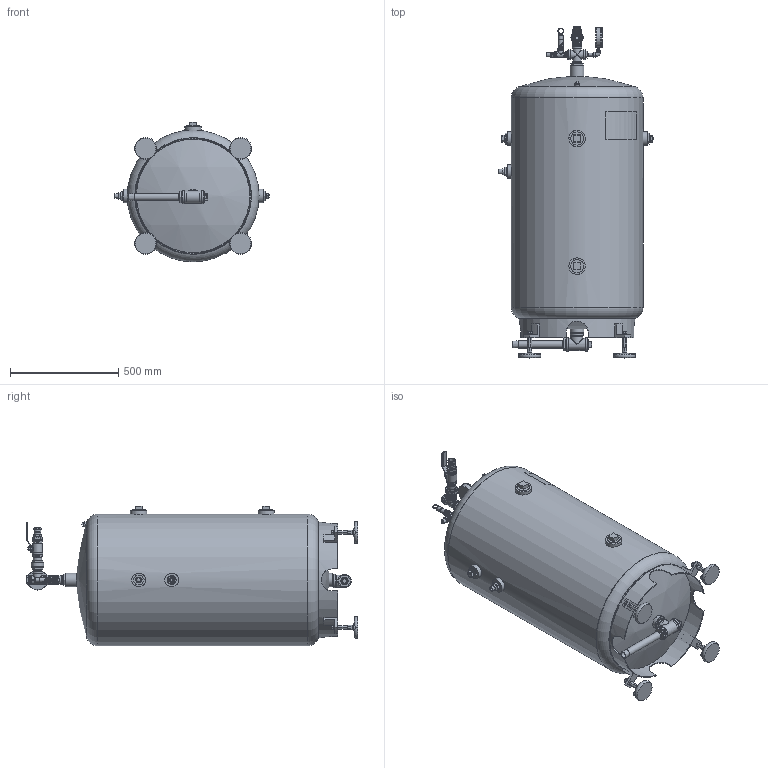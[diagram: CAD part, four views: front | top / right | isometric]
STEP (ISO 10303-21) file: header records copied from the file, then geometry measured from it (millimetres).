
FILE_DESCRIPTION(/* description */ ('This is default description.','CAx-IF Rec.Pracs.---Representation and Presentation of Product Manufacturing Information (PMI)---4.0---2014-10-13'),/* implementation_level */ '2;1');
FILE_NAME(/* name */ 'T-000-950-005_1.stp',/* time_stamp */ '2019-11-29T16:58:48+05:00',/* author */ (''),/* organization */ ('Victaulic'),/* preprocessor_version */ 'ST-DEVELOPER v17.2',/* originating_system */ 'Autodesk Inventor 2019',/* authorisation */ '');
FILE_SCHEMA (('AP242_MANAGED_MODEL_BASED_3D_ENGINEERING_MIM_LF { 1 0 10303 442 1 1 4 }'));
Length unit declared in the file: inch
Products named in the file (1): T-000-950-005_INTEG-01
Bounding box: 714.68 x 1535.15 x 646.14 mm (x, y, z)
Volume: 10997108.8 mm3; surface area: 6064302.9 mm2
Topology: 64 solids, 64 shells, 1747 faces, 4566 edges, 3021 vertices
Faces by surface type: plane 710, cylinder 414, cone 401, bspline 92, torus 82, sphere 48
Full cylindrical faces by diameter (mm): 2.286 x1, 2.381 x3, 3.969 x1, 4.521 x1, 4.762 x1, 5.537 x2, 6.35 x2, 6.731 x5, 9.246 x2, 9.525 x1, 9.83 x1, 10.716 x4, 11.125 x1, 11.176 x1, 11.405 x1, 11.455 x1, 11.481 x1, 12.7 x8, 13.716 x1, 13.717 x1, 13.919 x1, 13.97 x1, 14.148 x4, 14.287 x5, 14.5 x1, 15.037 x1, 15.24 x1, 15.799 x1, 15.875 x1, 18.288 x2
Entity records: 75044 total; most frequent: CARTESIAN_POINT 31420, ORIENTED_EDGE 8998, DIRECTION 8789, EDGE_CURVE 4499, AXIS2_PLACEMENT_3D 3479, VERTEX_POINT 3021, EDGE_LOOP 2012, LINE 1831
